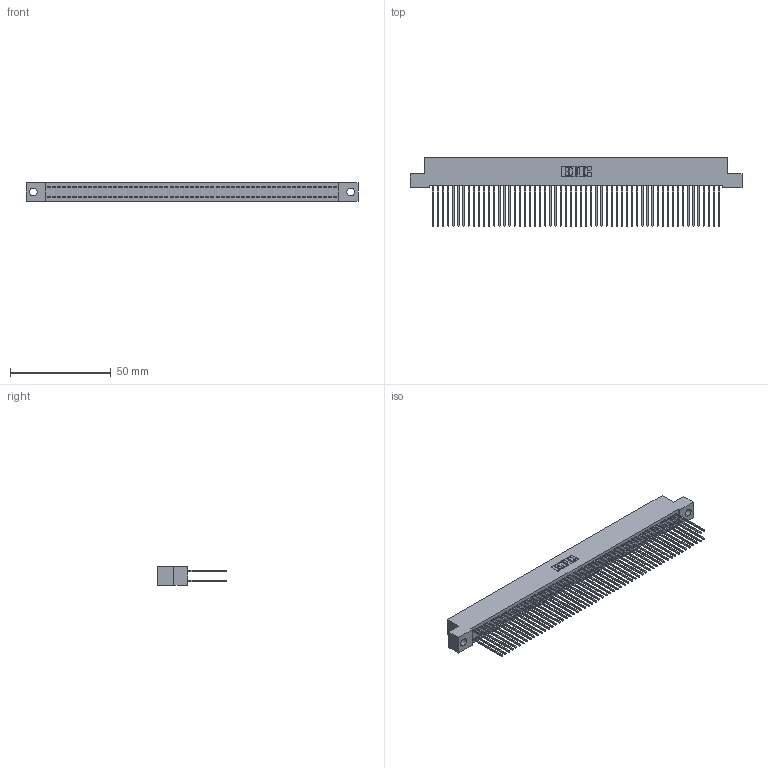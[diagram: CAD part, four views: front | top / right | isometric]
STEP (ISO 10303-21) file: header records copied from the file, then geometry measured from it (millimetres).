
FILE_DESCRIPTION (( 'STEP AP203' ), '1' );
FILE_NAME ('342-114-541-204.STEP', '2018-08-14T12:56:26', ( '' ), ( '' ), 'SwSTEP 2.0', 'SolidWorks 2016', '' );
FILE_SCHEMA (( 'CONFIG_CONTROL_DESIGN' ));
Length unit declared in the file: inch
Products named in the file (3): 342-114-541-204; 342 Part_.156 TH; 345-292-001_345-293-141
Assembly tree (115 placements, depth 2):
  342-114-541-204
    342 Part_.156 TH
    345-292-001_345-293-141  x114
Bounding box: 165.1 x 34.3 x 9.4 mm (x, y, z)
Volume: 15472.2 mm3; surface area: 28336.2 mm2
Topology: 115 solids, 115 shells, 6038 faces, 17969 edges, 11826 vertices
Faces by surface type: plane 4170, cylinder 1868
Entity records: 34619 total; most frequent: CARTESIAN_POINT 5718, ORIENTED_EDGE 5654, DIRECTION 4859, EDGE_CURVE 2827, LINE 2699, VECTOR 2699, VERTEX_POINT 1882, AXIS2_PLACEMENT_3D 1080
